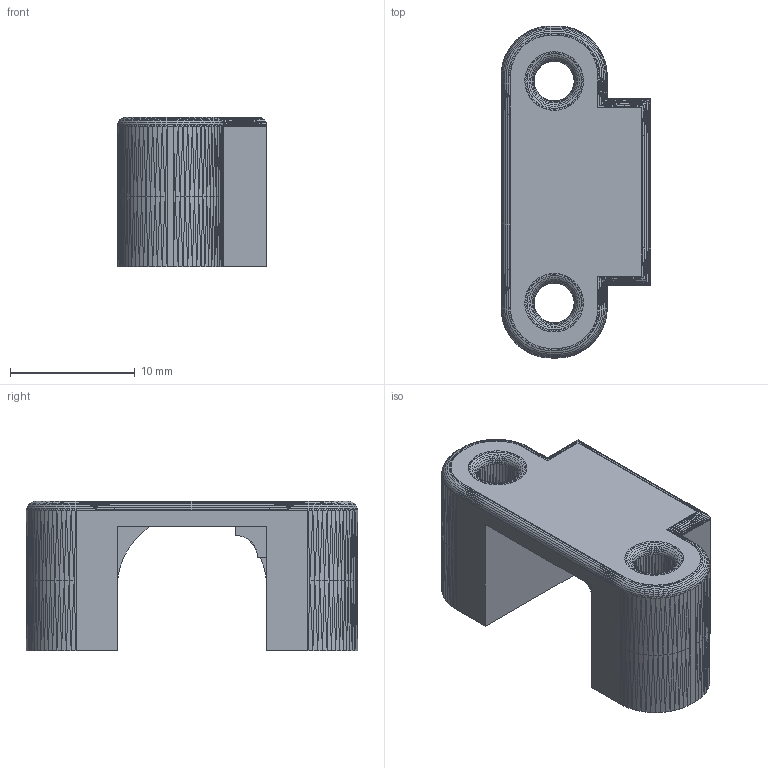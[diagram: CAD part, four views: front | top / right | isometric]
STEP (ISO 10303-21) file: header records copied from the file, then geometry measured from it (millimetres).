
FILE_DESCRIPTION (( 'STEP AP214' ), '1' );
FILE_NAME ('standard bracket.STEP', '2022-08-12T14:20:55', ( '' ), ( '' ), 'SwSTEP 2.0', 'SolidWorks 2022', '' );
FILE_SCHEMA (( 'AUTOMOTIVE_DESIGN' ));
Length unit declared in the file: millimetre
Products named in the file (1): standard bracket
Bounding box: 12 x 26.6 x 12 mm (x, y, z)
Volume: 1576.1 mm3; surface area: 1571.3 mm2
Topology: 1 solids, 1 shells, 2381 faces, 4289 edges, 1910 vertices
Faces by surface type: plane 2381
Entity records: 52941 total; most frequent: DIRECTION 9053, CARTESIAN_POINT 8581, ORIENTED_EDGE 8578, EDGE_CURVE 4289, VECTOR 4289, LINE 4289, EDGE_LOOP 2385, AXIS2_PLACEMENT_3D 2382
